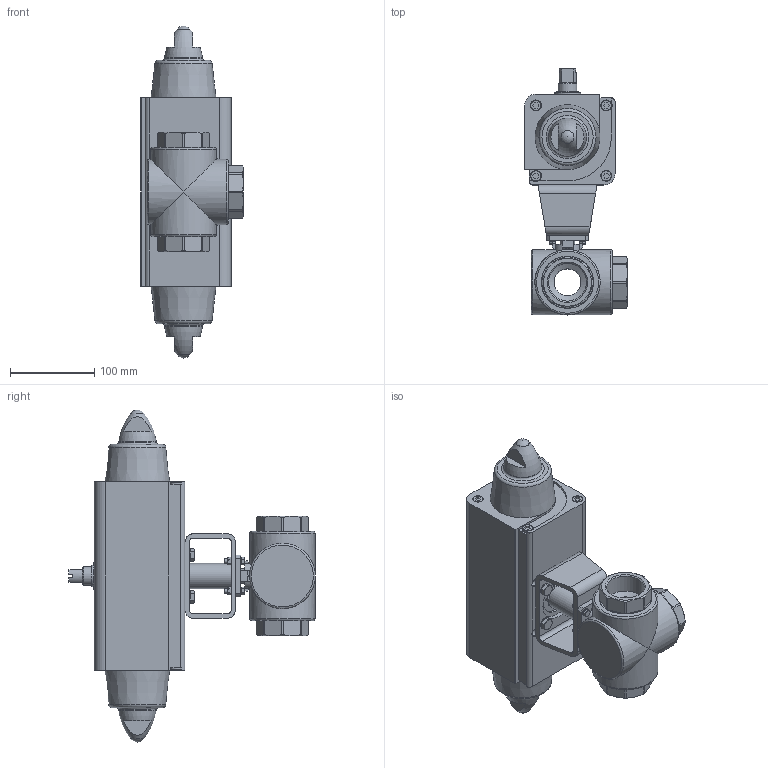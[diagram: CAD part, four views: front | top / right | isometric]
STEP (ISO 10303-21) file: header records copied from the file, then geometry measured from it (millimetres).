
FILE_DESCRIPTION(/* description */ ('STEP AP214'),/* implementation_level */ '2;1');
FILE_NAME(/* name */ '1915750_VZBA-11_2-GGG-63-32T-F0405-V4V4T-PS90-R-90-4-C',/* time_stamp */ '2024-09-18T00:17:47+02:00',/* author */ ('License CC BY-ND 4.0'),/* organization */ ('CADENAS'),/* preprocessor_version */ 'ST-DEVELOPER v19.3',/* originating_system */ 'PARTsolutions',/* authorisation */ ' ');
FILE_SCHEMA (('AUTOMOTIVE_DESIGN {1 0 10303 214 3 1 1}'));
Length unit declared in the file: millimetre
Products named in the file (11): 1915750 VZBA-11/2"-GGG-63-32T-F0405-V4V4T-PS90-R-90-4-C; 1692229 VZBA-11/2"-GGG-63-32T-F0405-V4V4T; 533442 DAPS-0090-090-RS4-F0710---(1); 533442 DAPS-0090-090-RS4-F0710---(2); 8082984 DARQ-B-F07-F05-R13---(high); 8077618 DARQ-V-F07S22-F05S11-60---(K); 690068 S 8 A2; ISO 4017 M8x16(F); 690066 S 5 A2; Hexagon bolt DIN 933 - M5x20; DIN 934 - M5(F)
Assembly tree (25 placements, depth 2):
  1915750 VZBA-11/2"-GGG-63-32T-F0405-V4V4T-PS90-R-90-4-C
    1692229 VZBA-11/2"-GGG-63-32T-F0405-V4V4T
    533442 DAPS-0090-090-RS4-F0710---(1)
    533442 DAPS-0090-090-RS4-F0710---(2)
    8082984 DARQ-B-F07-F05-R13---(high)
    8077618 DARQ-V-F07S22-F05S11-60---(K)
    690068 S 8 A2  x4
    ISO 4017 M8x16(F)  x4
    690066 S 5 A2  x4
    Hexagon bolt DIN 933 - M5x20  x4
    DIN 934 - M5(F)  x4
Bounding box: 122.1 x 291.75 x 393.7 mm (x, y, z)
Volume: 3646746.2 mm3; surface area: 306239.9 mm2
Topology: 25 solids, 25 shells, 698 faces, 1693 edges, 1065 vertices
Faces by surface type: plane 359, cylinder 160, cone 149, torus 28, sphere 2
Full cylindrical faces by diameter (mm): 4.134 x12, 4.917 x1, 5 x4, 5.3 x4, 6.5 x4, 6.647 x4, 6.88 x4, 8 x4, 8.376 x4, 8.4 x4, 8.566 x2, 9 x8, 11.63 x4, 13 x12, 17 x1, 22 x1, 25.1 x1, 30 x1, 31 x2, 31.8 x2, 32 x2, 35 x1, 44 x2, 44.845 x3, 55 x1, 62 x2, 77.5 x4
Entity records: 14951 total; most frequent: CARTESIAN_POINT 2832, DIRECTION 2504, ORIENTED_EDGE 2192, EDGE_CURVE 1096, AXIS2_PLACEMENT_3D 963, VERTEX_POINT 796, FACE_BOUND 760, EDGE_LOOP 741
